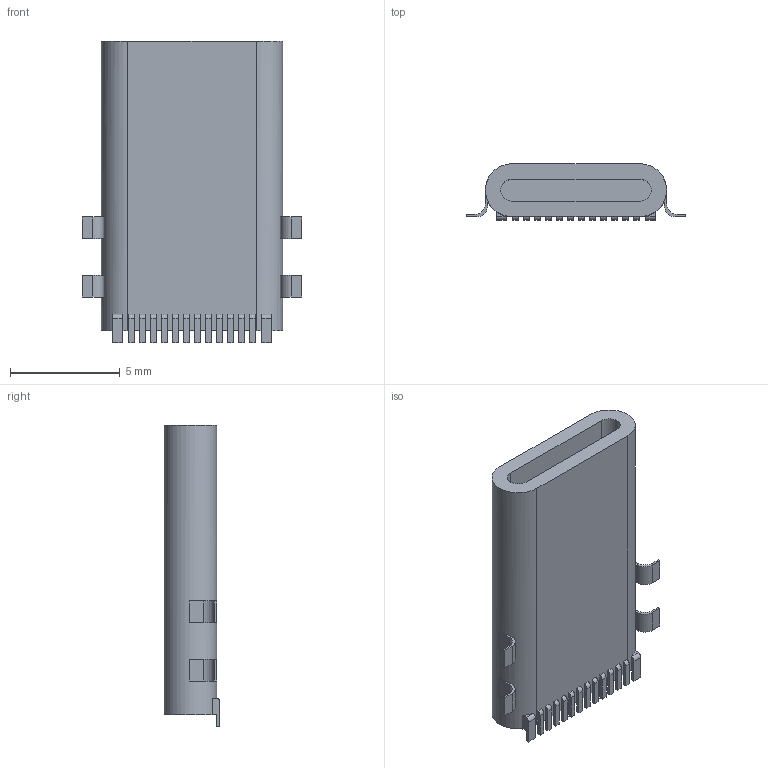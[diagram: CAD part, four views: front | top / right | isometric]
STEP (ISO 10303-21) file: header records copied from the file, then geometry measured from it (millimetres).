
FILE_DESCRIPTION(/* description */ (''),/* implementation_level */ '2;1');
FILE_NAME(/* name */ 'UTC009-C12.step',/* time_stamp */ '2019-09-23T00:58:33+02:00',/* author */ (''),/* organization */ (''),/* preprocessor_version */ 'ST-DEVELOPER v18',/* originating_system */ 'Autodesk Translation Framework v8.6.0.1094',/* authorisation */ '');
FILE_SCHEMA (('AUTOMOTIVE_DESIGN { 1 0 10303 214 3 1 1 }','AUTOMOTIVE_DESIGN { 1 0 10303 214 1 1 1 1 }'));
Length unit declared in the file: millimetre
Products named in the file (1): (Unsaved)
Bounding box: 10 x 2.55 x 13.73 mm (x, y, z)
Volume: 189.8 mm3; surface area: 440.6 mm2
Topology: 1 solids, 1 shells, 147 faces, 388 edges, 248 vertices
Faces by surface type: plane 121, cylinder 26
Entity records: 4611 total; most frequent: CARTESIAN_POINT 784, ORIENTED_EDGE 776, DIRECTION 756, EDGE_CURVE 388, LINE 316, VECTOR 316, VERTEX_POINT 248, AXIS2_PLACEMENT_3D 220
